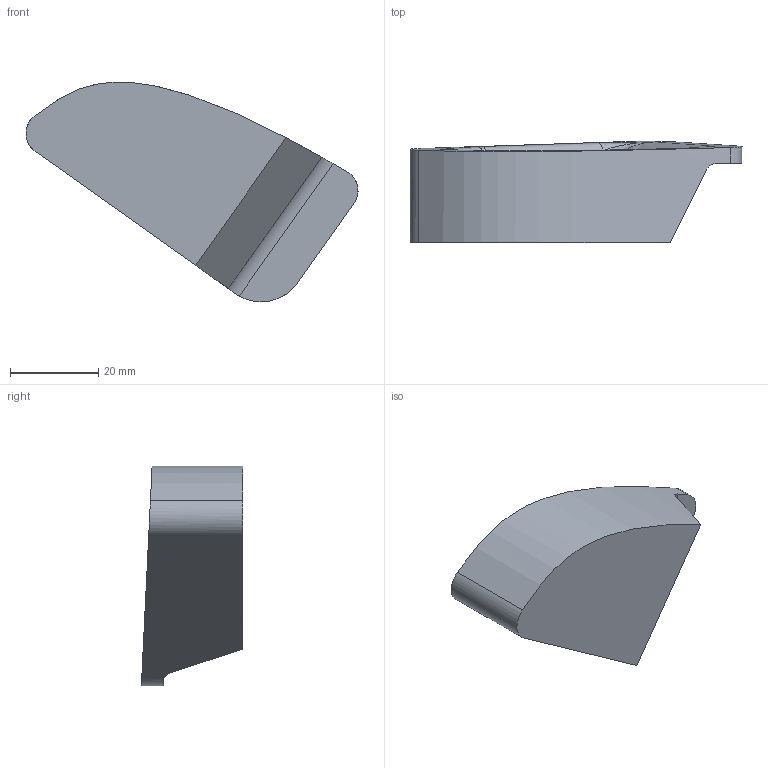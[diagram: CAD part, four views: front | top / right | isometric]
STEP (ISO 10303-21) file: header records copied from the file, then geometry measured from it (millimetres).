
FILE_DESCRIPTION (( 'STEP AP214' ), '1' );
FILE_NAME ('P_Input_Jack_Plate_CAM.STEP', '2023-11-25T21:11:34', ( '' ), ( '' ), 'SwSTEP 2.0', 'SolidWorks 2020', '' );
FILE_SCHEMA (( 'AUTOMOTIVE_DESIGN' ));
Length unit declared in the file: millimetre
Products named in the file (1): P_Input_Jack_Plate_CAM
Bounding box: 75.42 x 23 x 49.91 mm (x, y, z)
Volume: 25790 mm3; surface area: 8485.8 mm2
Topology: 1 solids, 1 shells, 43 faces, 103 edges, 55 vertices
Faces by surface type: bspline 16, cylinder 13, plane 10, sphere 4
Entity records: 2077 total; most frequent: CARTESIAN_POINT 1229, ORIENTED_EDGE 190, DIRECTION 138, EDGE_CURVE 95, VERTEX_POINT 55, AXIS2_PLACEMENT_3D 54, EDGE_LOOP 44, FACE_OUTER_BOUND 43
